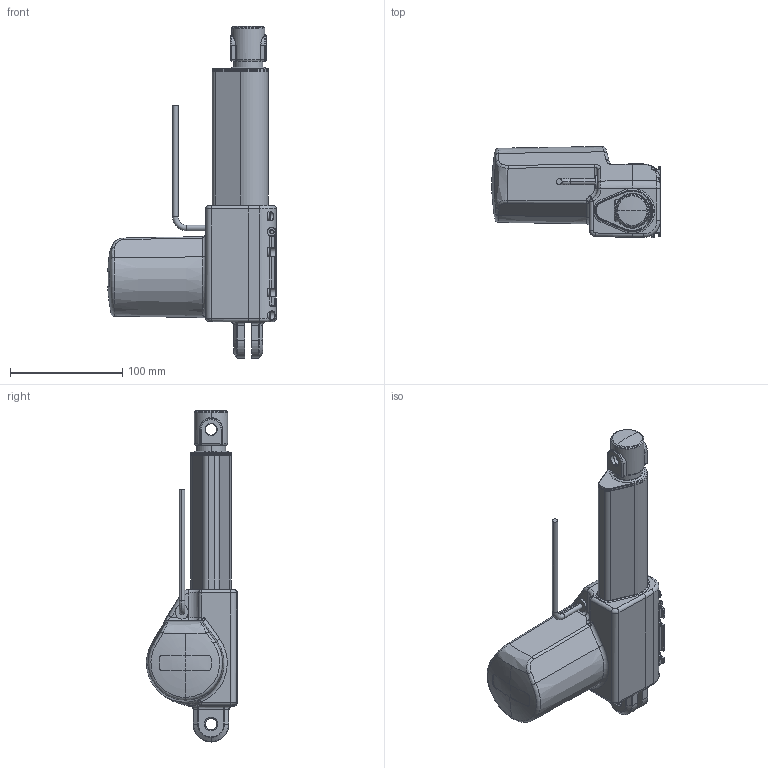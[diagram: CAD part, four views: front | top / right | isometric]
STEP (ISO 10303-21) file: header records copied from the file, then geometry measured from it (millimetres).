
FILE_DESCRIPTION (( 'STEP AP203' ), '1' );
FILE_NAME ('3D_TA6.STEP', '2017-06-20T02:59:14', ( '' ), ( '' ), 'SwSTEP 2.0', 'SolidWorks 2015', '' );
FILE_SCHEMA (( 'CONFIG_CONTROL_DESIGN' ));
Length unit declared in the file: millimetre
Products named in the file (1): 3D_TA6
Bounding box: 150.4 x 81.32 x 296.3 mm (x, y, z)
Volume: 744739.5 mm3; surface area: 132922.7 mm2
Topology: 2 solids, 2 shells, 771 faces, 1938 edges, 1164 vertices
Faces by surface type: cylinder 303, plane 228, bspline 105, torus 94, cone 26, sphere 15
Entity records: 27419 total; most frequent: CARTESIAN_POINT 9625, ORIENTED_EDGE 3808, DIRECTION 3701, EDGE_CURVE 1904, AXIS2_PLACEMENT_3D 1435, VERTEX_POINT 1164, VECTOR 831, LINE 831
